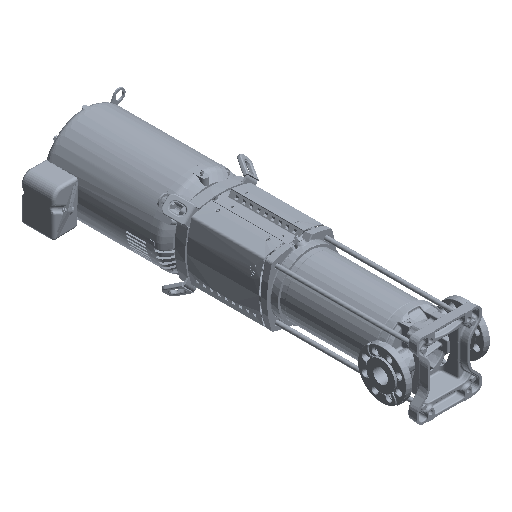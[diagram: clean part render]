
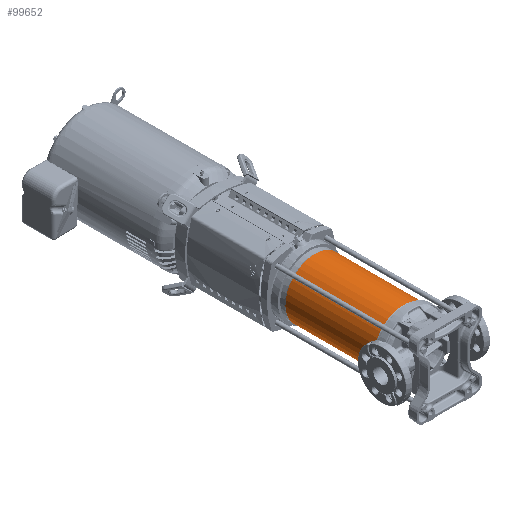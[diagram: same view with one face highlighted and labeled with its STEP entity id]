
A CAD part, isometric view. The second image highlights one B-rep face of the part: STEP entity #99652.
In plain terms, the highlighted cylindrical face has radius 102 mm (diameter 204 mm), a full revolution.
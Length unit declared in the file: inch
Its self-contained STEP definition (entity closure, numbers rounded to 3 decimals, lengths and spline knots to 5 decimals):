
#13458=CIRCLE('',#106877,4.01575);
#13459=CIRCLE('',#106878,4.01575);
#13460=CIRCLE('',#106880,4.01575);
#13461=CIRCLE('',#106881,4.01575);
#18157=FACE_OUTER_BOUND('',#23601,.T.);
#23601=EDGE_LOOP('',(#77252,#77253,#77254,#77255,#77256,#77257));
#32088=LINE('',#240981,#37462);
#37462=VECTOR('',#121542,4.01575);
#44758=VERTEX_POINT('',#240974);
#44759=VERTEX_POINT('',#240976);
#44760=VERTEX_POINT('',#240980);
#44761=VERTEX_POINT('',#240982);
#57042=EDGE_CURVE('',#44758,#44759,#13458,.T.);
#57043=EDGE_CURVE('',#44759,#44758,#13459,.T.);
#57044=EDGE_CURVE('',#44758,#44760,#32088,.T.);
#57045=EDGE_CURVE('',#44760,#44761,#13460,.T.);
#57046=EDGE_CURVE('',#44761,#44760,#13461,.T.);
#77252=ORIENTED_EDGE('',*,*,#57043,.F.);
#77253=ORIENTED_EDGE('',*,*,#57042,.F.);
#77254=ORIENTED_EDGE('',*,*,#57044,.T.);
#77255=ORIENTED_EDGE('',*,*,#57045,.T.);
#77256=ORIENTED_EDGE('',*,*,#57046,.T.);
#77257=ORIENTED_EDGE('',*,*,#57044,.F.);
#96404=CYLINDRICAL_SURFACE('',#106879,4.01575);
#99652=ADVANCED_FACE('',(#18157),#96404,.T.);
#106877=AXIS2_PLACEMENT_3D('',#240977,#121536,#121537);
#106878=AXIS2_PLACEMENT_3D('',#240978,#121538,#121539);
#106879=AXIS2_PLACEMENT_3D('',#240979,#121540,#121541);
#106880=AXIS2_PLACEMENT_3D('',#240983,#121543,#121544);
#106881=AXIS2_PLACEMENT_3D('',#240984,#121545,#121546);
#121536=DIRECTION('center_axis',(0.,1.,0.));
#121537=DIRECTION('ref_axis',(0.977,0.,0.215));
#121538=DIRECTION('center_axis',(0.,1.,0.));
#121539=DIRECTION('ref_axis',(0.977,0.,0.215));
#121540=DIRECTION('center_axis',(0.,1.,0.));
#121541=DIRECTION('ref_axis',(0.977,0.,0.215));
#121542=DIRECTION('',(0.,-1.,0.));
#121543=DIRECTION('center_axis',(0.,1.,0.));
#121544=DIRECTION('ref_axis',(0.977,0.,0.215));
#121545=DIRECTION('center_axis',(0.,1.,0.));
#121546=DIRECTION('ref_axis',(0.977,0.,0.215));
#240974=CARTESIAN_POINT('',(-3.92221,18.41318,-0.86169));
#240976=CARTESIAN_POINT('',(3.92221,18.41318,0.86169));
#240977=CARTESIAN_POINT('Origin',(0.,18.41318,
0.));
#240978=CARTESIAN_POINT('Origin',(0.,18.41318,
0.));
#240979=CARTESIAN_POINT('Origin',(0.,14.94902,
0.));
#240980=CARTESIAN_POINT('',(-3.92221,6.33879,-0.86169));
#240981=CARTESIAN_POINT('',(-3.92221,14.94902,-0.86169));
#240982=CARTESIAN_POINT('',(3.92221,6.33879,0.86169));
#240983=CARTESIAN_POINT('Origin',(0.,6.33879,
0.));
#240984=CARTESIAN_POINT('Origin',(0.,6.33879,
0.));
